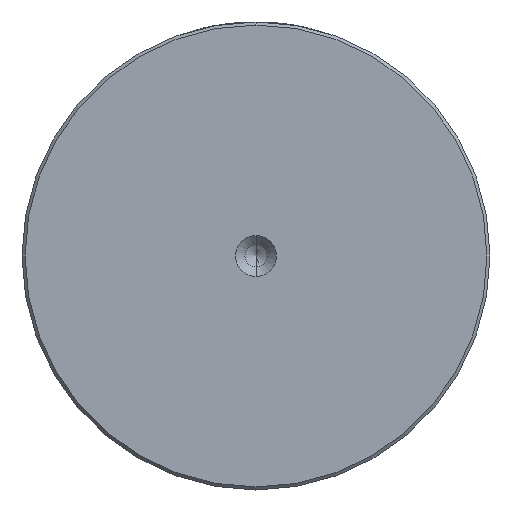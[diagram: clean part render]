
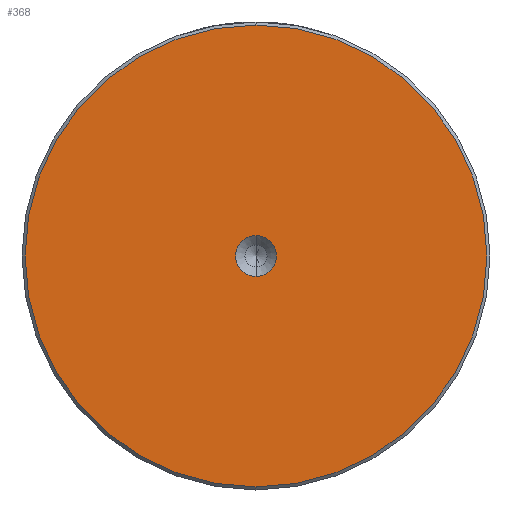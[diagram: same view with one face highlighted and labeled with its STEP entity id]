
A CAD part, left-side view. The second image highlights one B-rep face of the part: STEP entity #368.
In plain terms, the highlighted planar face has unit normal (-1, 0, 0).
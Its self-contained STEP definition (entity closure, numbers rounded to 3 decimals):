
#162 = VERTEX_POINT ( 'NONE', #2394 ) ;
#263 = VERTEX_POINT ( 'NONE', #2287 ) ;
#368 = ADVANCED_FACE ( 'NONE', ( #2016, #868 ), #1511, .T. ) ;
#413 = DIRECTION ( 'NONE',  ( -1., 0., 0. ) ) ;
#434 = AXIS2_PLACEMENT_3D ( 'NONE', #1109, #2680, #1336 ) ;
#500 = CARTESIAN_POINT ( 'NONE',  ( 0., 0., 0. ) ) ;
#519 = ORIENTED_EDGE ( 'NONE', *, *, #2219, .T. ) ;
#535 = AXIS2_PLACEMENT_3D ( 'NONE', #2189, #821, #2414 ) ;
#651 = AXIS2_PLACEMENT_3D ( 'NONE', #2512, #1158, #2728 ) ;
#717 = DIRECTION ( 'NONE',  ( 0., 0., 1. ) ) ;
#821 = DIRECTION ( 'NONE',  ( -1., 0., 0. ) ) ;
#868 = FACE_BOUND ( 'NONE', #1532, .T. ) ;
#883 = EDGE_LOOP ( 'NONE', ( #1493, #519 ) ) ;
#885 = CIRCLE ( 'NONE', #651, 3.3 ) ;
#1109 = CARTESIAN_POINT ( 'NONE',  ( 0., 0., 0. ) ) ;
#1158 = DIRECTION ( 'NONE',  ( -1., 0., 0. ) ) ;
#1159 = EDGE_CURVE ( 'NONE', #2059, #162, #2838, .T. ) ;
#1240 = VERTEX_POINT ( 'NONE', #2684 ) ;
#1298 = AXIS2_PLACEMENT_3D ( 'NONE', #500, #2094, #717 ) ;
#1336 = DIRECTION ( 'NONE',  ( 0., 0., 1. ) ) ;
#1341 = CIRCLE ( 'NONE', #1298, 37.5 ) ;
#1493 = ORIENTED_EDGE ( 'NONE', *, *, #2571, .T. ) ;
#1511 = PLANE ( 'NONE',  #535 ) ;
#1532 = EDGE_LOOP ( 'NONE', ( #2469, #2207 ) ) ;
#1766 = EDGE_CURVE ( 'NONE', #162, #2059, #885, .T. ) ;
#1780 = CARTESIAN_POINT ( 'NONE',  ( 0., 0., 0. ) ) ;
#2002 = DIRECTION ( 'NONE',  ( 0., 0., 1. ) ) ;
#2016 = FACE_OUTER_BOUND ( 'NONE', #883, .T. ) ;
#2046 = CIRCLE ( 'NONE', #434, 37.5 ) ;
#2059 = VERTEX_POINT ( 'NONE', #2555 ) ;
#2094 = DIRECTION ( 'NONE',  ( -1., 0., 0. ) ) ;
#2189 = CARTESIAN_POINT ( 'NONE',  ( 0., 0., 0. ) ) ;
#2207 = ORIENTED_EDGE ( 'NONE', *, *, #1766, .F. ) ;
#2219 = EDGE_CURVE ( 'NONE', #263, #1240, #2046, .T. ) ;
#2287 = CARTESIAN_POINT ( 'NONE',  ( 0., 0., 37.5 ) ) ;
#2394 = CARTESIAN_POINT ( 'NONE',  ( 0., 0., -3.3 ) ) ;
#2414 = DIRECTION ( 'NONE',  ( 0., 0., 1. ) ) ;
#2469 = ORIENTED_EDGE ( 'NONE', *, *, #1159, .F. ) ;
#2488 = AXIS2_PLACEMENT_3D ( 'NONE', #1780, #413, #2002 ) ;
#2512 = CARTESIAN_POINT ( 'NONE',  ( 0., 0., 0. ) ) ;
#2555 = CARTESIAN_POINT ( 'NONE',  ( 0., 0., 3.3 ) ) ;
#2571 = EDGE_CURVE ( 'NONE', #1240, #263, #1341, .T. ) ;
#2680 = DIRECTION ( 'NONE',  ( -1., 0., 0. ) ) ;
#2684 = CARTESIAN_POINT ( 'NONE',  ( 0., 0., -37.5 ) ) ;
#2728 = DIRECTION ( 'NONE',  ( 0., 0., 1. ) ) ;
#2838 = CIRCLE ( 'NONE', #2488, 3.3 ) ;
